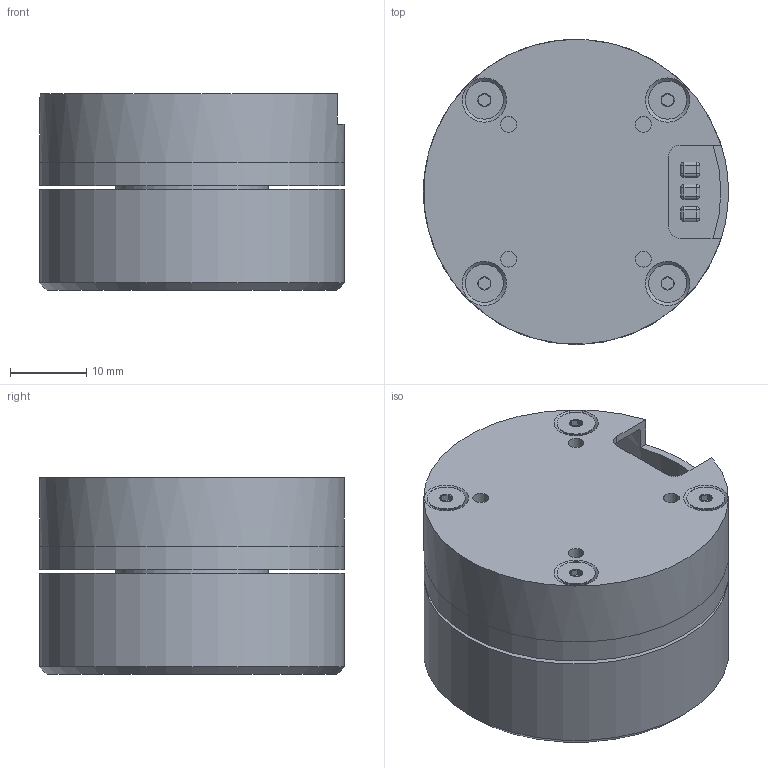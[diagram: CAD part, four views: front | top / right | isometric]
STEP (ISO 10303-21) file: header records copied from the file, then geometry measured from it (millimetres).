
FILE_DESCRIPTION(/* description */ (''),/* implementation_level */ '2;1');
FILE_NAME(/* name */ 'GM3506 With Encoder motor v1.step',/* time_stamp */ '2024-03-25T10:38:01Z',/* author */ (''),/* organization */ (''),/* preprocessor_version */ 'ST-DEVELOPER v20',/* originating_system */ 'Autodesk Translation Framework v12.20.1.177',/* authorisation */ '');
FILE_SCHEMA (('AUTOMOTIVE_DESIGN { 1 0 10303 214 3 1 1 }'));
Length unit declared in the file: millimetre
Products named in the file (10): GM3506 With Encoder motor; Rotor; r GM3506 v1; По умолчанию; Stator; s GM3506 v2; По умолчанию 
(1); Magnet; Encoder; 93395A179_316 Stainless Steel Hex Drive Flat Head Screw
Assembly tree (12 placements, depth 4):
  GM3506 With Encoder motor
    Rotor
      r GM3506 v1
        По умолчанию
    Stator
      s GM3506 v2
        По умолчанию 
(1)
    Magnet
    Encoder
    93395A179_316 Stainless Steel Hex Drive Flat Head Screw  x4
Bounding box: 40 x 40 x 25.8 mm (x, y, z)
Volume: 17208.7 mm3; surface area: 22558.8 mm2
Topology: 34 solids, 34 shells, 1553 faces, 3930 edges, 2265 vertices
Faces by surface type: cylinder 749, plane 498, sphere 204, cone 53, bspline 32, torus 17
Full cylindrical faces by diameter (mm): 1.75 x4, 1.915 x68, 2.075 x16, 2.5 x72, 5 x4, 5.7 x1, 8.6 x1, 10 x2, 12 x2, 12.01 x2, 19.5 x1, 19.95 x1, 20 x1, 37 x2, 40 x3
Entity records: 43718 total; most frequent: CARTESIAN_POINT 11103, DIRECTION 7201, ORIENTED_EDGE 6504, EDGE_CURVE 3252, AXIS2_PLACEMENT_3D 2691, VERTEX_POINT 1953, LINE 1819, VECTOR 1819
